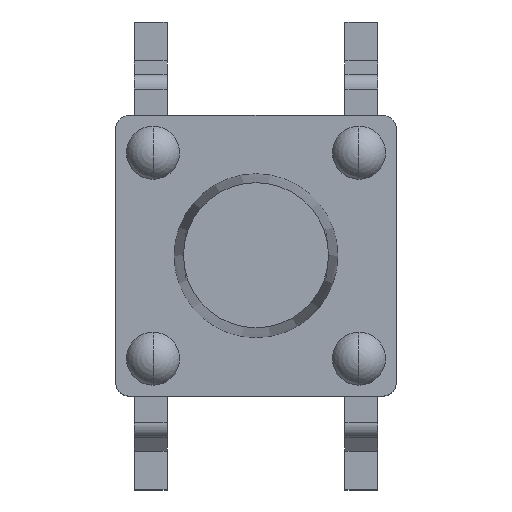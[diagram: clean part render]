
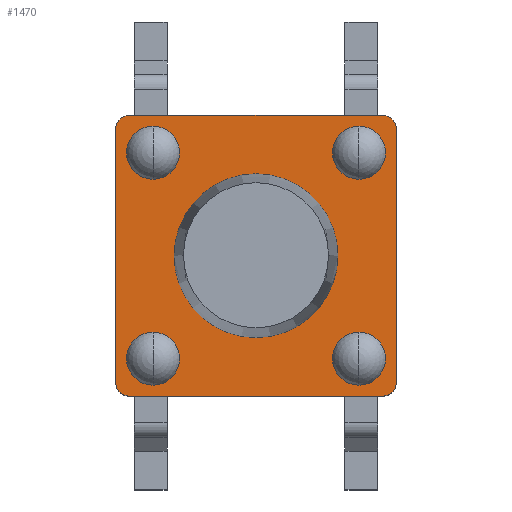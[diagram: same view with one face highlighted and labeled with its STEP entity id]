
A CAD part, top view. The second image highlights one B-rep face of the part: STEP entity #1470.
In plain terms, the highlighted planar face has unit normal (0, 0, 1).
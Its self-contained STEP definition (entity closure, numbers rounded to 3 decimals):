
#150=DIRECTION('',(0.,-1.,0.));
#151=VECTOR('',#150,5.4);
#152=CARTESIAN_POINT('',(-3.,2.7,0.));
#153=LINE('',#152,#151);
#258=CARTESIAN_POINT('',(2.7,2.7,0.));
#259=DIRECTION('',(0.,0.,1.));
#260=DIRECTION('',(1.,0.,0.));
#261=AXIS2_PLACEMENT_3D('',#258,#259,#260);
#263=CARTESIAN_POINT('',(2.7,-2.7,0.));
#264=DIRECTION('',(0.,0.,1.));
#265=DIRECTION('',(0.,-1.,0.));
#266=AXIS2_PLACEMENT_3D('',#263,#264,#265);
#268=CARTESIAN_POINT('',(-2.7,-2.7,0.));
#269=DIRECTION('',(0.,0.,1.));
#270=DIRECTION('',(-1.,0.,0.));
#271=AXIS2_PLACEMENT_3D('',#268,#269,#270);
#273=CARTESIAN_POINT('',(-2.7,2.7,0.));
#274=DIRECTION('',(0.,0.,1.));
#275=DIRECTION('',(0.,1.,0.));
#276=AXIS2_PLACEMENT_3D('',#273,#274,#275);
#278=DIRECTION('',(1.,0.,0.));
#279=VECTOR('',#278,5.4);
#280=CARTESIAN_POINT('',(-2.7,3.,0.));
#281=LINE('',#280,#279);
#282=CARTESIAN_POINT('',(-2.2,2.2,0.));
#283=DIRECTION('',(0.,0.,-1.));
#284=DIRECTION('',(0.,1.,0.));
#285=AXIS2_PLACEMENT_3D('',#282,#283,#284);
#287=CARTESIAN_POINT('',(-2.2,2.2,0.));
#288=DIRECTION('',(0.,0.,-1.));
#289=DIRECTION('',(0.,-1.,0.));
#290=AXIS2_PLACEMENT_3D('',#287,#288,#289);
#292=CARTESIAN_POINT('',(2.2,2.2,0.));
#293=DIRECTION('',(0.,0.,1.));
#294=DIRECTION('',(0.,1.,0.));
#295=AXIS2_PLACEMENT_3D('',#292,#293,#294);
#297=CARTESIAN_POINT('',(2.2,2.2,0.));
#298=DIRECTION('',(0.,0.,1.));
#299=DIRECTION('',(0.,-1.,0.));
#300=AXIS2_PLACEMENT_3D('',#297,#298,#299);
#302=CARTESIAN_POINT('',(-2.2,-2.2,0.));
#303=DIRECTION('',(0.,0.,1.));
#304=DIRECTION('',(0.,-1.,0.));
#305=AXIS2_PLACEMENT_3D('',#302,#303,#304);
#307=CARTESIAN_POINT('',(-2.2,-2.2,0.));
#308=DIRECTION('',(0.,0.,1.));
#309=DIRECTION('',(0.,1.,0.));
#310=AXIS2_PLACEMENT_3D('',#307,#308,#309);
#312=CARTESIAN_POINT('',(2.2,-2.2,0.));
#313=DIRECTION('',(0.,0.,-1.));
#314=DIRECTION('',(0.,-1.,0.));
#315=AXIS2_PLACEMENT_3D('',#312,#313,#314);
#317=CARTESIAN_POINT('',(2.2,-2.2,0.));
#318=DIRECTION('',(0.,0.,-1.));
#319=DIRECTION('',(0.,1.,0.));
#320=AXIS2_PLACEMENT_3D('',#317,#318,#319);
#322=CARTESIAN_POINT('',(0.,0.,0.));
#323=DIRECTION('',(0.,0.,1.));
#324=DIRECTION('',(1.,0.,0.));
#325=AXIS2_PLACEMENT_3D('',#322,#323,#324);
#327=CARTESIAN_POINT('',(0.,0.,0.));
#328=DIRECTION('',(0.,0.,1.));
#329=DIRECTION('',(-1.,0.,0.));
#330=AXIS2_PLACEMENT_3D('',#327,#328,#329);
#508=DIRECTION('',(1.,0.,0.));
#509=VECTOR('',#508,5.4);
#510=CARTESIAN_POINT('',(-2.7,-3.,0.));
#511=LINE('',#510,#509);
#904=DIRECTION('',(0.,-1.,0.));
#905=VECTOR('',#904,5.4);
#906=CARTESIAN_POINT('',(3.,2.7,0.));
#907=LINE('',#906,#905);
#1018=CARTESIAN_POINT('',(3.,2.7,0.));
#1019=CARTESIAN_POINT('',(2.7,3.,0.));
#1020=VERTEX_POINT('',#1018);
#1021=VERTEX_POINT('',#1019);
#1030=CARTESIAN_POINT('',(-2.7,3.,0.));
#1031=VERTEX_POINT('',#1030);
#1032=CARTESIAN_POINT('',(-3.,2.7,0.));
#1033=VERTEX_POINT('',#1032);
#1038=CARTESIAN_POINT('',(2.7,-3.,0.));
#1039=VERTEX_POINT('',#1038);
#1040=CARTESIAN_POINT('',(3.,-2.7,0.));
#1041=VERTEX_POINT('',#1040);
#1042=CARTESIAN_POINT('',(-3.,-2.7,0.));
#1043=CARTESIAN_POINT('',(-2.7,-3.,0.));
#1044=VERTEX_POINT('',#1042);
#1045=VERTEX_POINT('',#1043);
#1050=CARTESIAN_POINT('',(1.75,0.,0.));
#1051=CARTESIAN_POINT('',(-1.75,0.,0.));
#1052=VERTEX_POINT('',#1050);
#1053=VERTEX_POINT('',#1051);
#1122=CARTESIAN_POINT('',(-2.2,2.766,0.));
#1123=CARTESIAN_POINT('',(-2.2,1.634,0.));
#1124=VERTEX_POINT('',#1122);
#1125=VERTEX_POINT('',#1123);
#1129=CARTESIAN_POINT('',(2.2,2.766,0.));
#1131=VERTEX_POINT('',#1129);
#1132=CARTESIAN_POINT('',(2.2,1.634,0.));
#1133=VERTEX_POINT('',#1132);
#1135=CARTESIAN_POINT('',(-2.2,-2.766,0.));
#1137=VERTEX_POINT('',#1135);
#1138=CARTESIAN_POINT('',(-2.2,-1.634,0.));
#1139=VERTEX_POINT('',#1138);
#1141=CARTESIAN_POINT('',(2.2,-2.766,0.));
#1143=VERTEX_POINT('',#1141);
#1144=CARTESIAN_POINT('',(2.2,-1.634,0.));
#1145=VERTEX_POINT('',#1144);
#1419=CARTESIAN_POINT('',(-3.,3.,0.));
#1420=DIRECTION('',(0.,0.,1.));
#1421=DIRECTION('',(0.,-1.,0.));
#1422=AXIS2_PLACEMENT_3D('',#1419,#1420,#1421);
#1423=PLANE('',#1422);
#1425=ORIENTED_EDGE('',*,*,#1424,.F.);
#1427=ORIENTED_EDGE('',*,*,#1426,.T.);
#1429=ORIENTED_EDGE('',*,*,#1428,.F.);
#1431=ORIENTED_EDGE('',*,*,#1430,.F.);
#1432=ORIENTED_EDGE('',*,*,#1410,.F.);
#1433=ORIENTED_EDGE('',*,*,#1271,.F.);
#1435=ORIENTED_EDGE('',*,*,#1434,.F.);
#1437=ORIENTED_EDGE('',*,*,#1436,.T.);
#1438=EDGE_LOOP('',(#1425,#1427,#1429,#1431,#1432,#1433,#1435,#1437));
#1439=FACE_OUTER_BOUND('',#1438,.F.);
#1441=ORIENTED_EDGE('',*,*,#1440,.F.);
#1443=ORIENTED_EDGE('',*,*,#1442,.F.);
#1444=EDGE_LOOP('',(#1441,#1443));
#1445=FACE_BOUND('',#1444,.F.);
#1447=ORIENTED_EDGE('',*,*,#1446,.T.);
#1449=ORIENTED_EDGE('',*,*,#1448,.T.);
#1450=EDGE_LOOP('',(#1447,#1449));
#1451=FACE_BOUND('',#1450,.F.);
#1453=ORIENTED_EDGE('',*,*,#1452,.T.);
#1455=ORIENTED_EDGE('',*,*,#1454,.T.);
#1456=EDGE_LOOP('',(#1453,#1455));
#1457=FACE_BOUND('',#1456,.F.);
#1459=ORIENTED_EDGE('',*,*,#1458,.F.);
#1461=ORIENTED_EDGE('',*,*,#1460,.F.);
#1462=EDGE_LOOP('',(#1459,#1461));
#1463=FACE_BOUND('',#1462,.F.);
#1465=ORIENTED_EDGE('',*,*,#1464,.T.);
#1467=ORIENTED_EDGE('',*,*,#1466,.T.);
#1468=EDGE_LOOP('',(#1465,#1467));
#1469=FACE_BOUND('',#1468,.F.);
#262=CIRCLE('',#261,0.3);
#267=CIRCLE('',#266,0.3);
#272=CIRCLE('',#271,0.3);
#277=CIRCLE('',#276,0.3);
#286=CIRCLE('',#285,0.566);
#291=CIRCLE('',#290,0.566);
#296=CIRCLE('',#295,0.566);
#301=CIRCLE('',#300,0.566);
#306=CIRCLE('',#305,0.566);
#311=CIRCLE('',#310,0.566);
#316=CIRCLE('',#315,0.566);
#321=CIRCLE('',#320,0.566);
#326=CIRCLE('',#325,1.75);
#331=CIRCLE('',#330,1.75);
#1271=EDGE_CURVE('',#1033,#1044,#153,.T.);
#1410=EDGE_CURVE('',#1044,#1045,#272,.T.);
#1424=EDGE_CURVE('',#1020,#1021,#262,.T.);
#1426=EDGE_CURVE('',#1020,#1041,#907,.T.);
#1428=EDGE_CURVE('',#1039,#1041,#267,.T.);
#1430=EDGE_CURVE('',#1045,#1039,#511,.T.);
#1434=EDGE_CURVE('',#1031,#1033,#277,.T.);
#1436=EDGE_CURVE('',#1031,#1021,#281,.T.);
#1440=EDGE_CURVE('',#1124,#1125,#286,.T.);
#1442=EDGE_CURVE('',#1125,#1124,#291,.T.);
#1446=EDGE_CURVE('',#1131,#1133,#296,.T.);
#1448=EDGE_CURVE('',#1133,#1131,#301,.T.);
#1452=EDGE_CURVE('',#1137,#1139,#306,.T.);
#1454=EDGE_CURVE('',#1139,#1137,#311,.T.);
#1458=EDGE_CURVE('',#1143,#1145,#316,.T.);
#1460=EDGE_CURVE('',#1145,#1143,#321,.T.);
#1464=EDGE_CURVE('',#1052,#1053,#326,.T.);
#1466=EDGE_CURVE('',#1053,#1052,#331,.T.);
#1470=ADVANCED_FACE('',(#1439,#1445,#1451,#1457,#1463,#1469),#1423,.T.);
